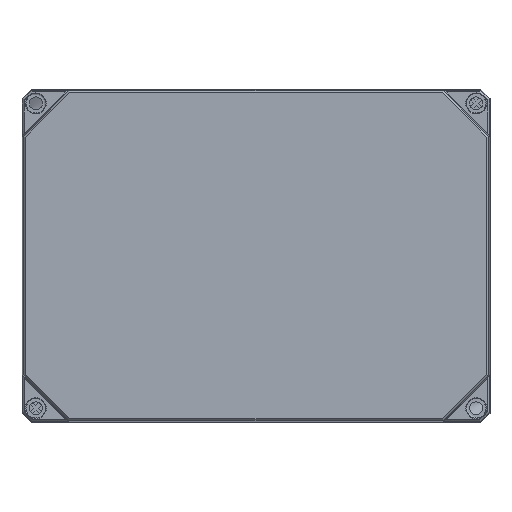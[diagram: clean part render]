
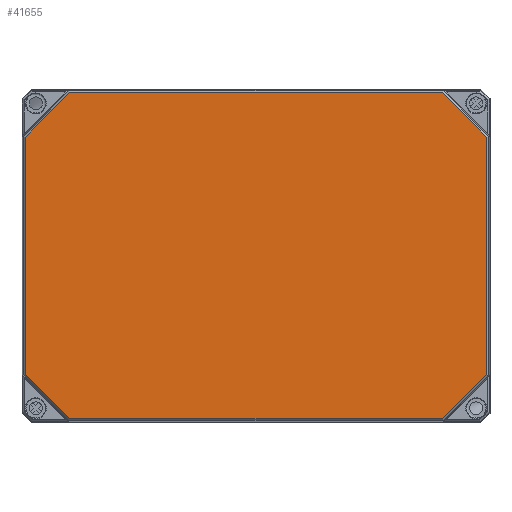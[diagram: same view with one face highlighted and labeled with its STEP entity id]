
A CAD part, top view. The second image highlights one B-rep face of the part: STEP entity #41655.
In plain terms, the highlighted planar face has unit normal (0, 0, 1).
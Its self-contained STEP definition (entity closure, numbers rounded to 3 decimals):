
#424=PLANE('',#44859);
#1997=LINE('',#64778,#5315);
#2001=LINE('',#64784,#5319);
#2003=LINE('',#64788,#5321);
#2006=LINE('',#64793,#5324);
#2008=LINE('',#64797,#5326);
#2011=LINE('',#64802,#5329);
#2013=LINE('',#64806,#5331);
#2016=LINE('',#64810,#5334);
#5315=VECTOR('',#50300,10.);
#5319=VECTOR('',#50306,10.);
#5321=VECTOR('',#50310,10.);
#5324=VECTOR('',#50315,10.);
#5326=VECTOR('',#50319,10.);
#5329=VECTOR('',#50324,10.);
#5331=VECTOR('',#50328,10.);
#5334=VECTOR('',#50333,10.);
#11168=FACE_OUTER_BOUND('',#13741,.T.);
#13741=EDGE_LOOP('',(#30723,#30724,#30725,#30726,#30727,#30728,#30729,#30730));
#18582=VERTEX_POINT('',#64776);
#18583=VERTEX_POINT('',#64777);
#18584=VERTEX_POINT('',#64783);
#18585=VERTEX_POINT('',#64787);
#18586=VERTEX_POINT('',#64792);
#18587=VERTEX_POINT('',#64796);
#18588=VERTEX_POINT('',#64801);
#18589=VERTEX_POINT('',#64805);
#23129=EDGE_CURVE('',#18582,#18583,#1997,.T.);
#23133=EDGE_CURVE('',#18583,#18584,#2001,.T.);
#23135=EDGE_CURVE('',#18584,#18585,#2003,.T.);
#23138=EDGE_CURVE('',#18585,#18586,#2006,.T.);
#23140=EDGE_CURVE('',#18586,#18587,#2008,.T.);
#23143=EDGE_CURVE('',#18587,#18588,#2011,.T.);
#23145=EDGE_CURVE('',#18588,#18589,#2013,.T.);
#23148=EDGE_CURVE('',#18589,#18582,#2016,.T.);
#30723=ORIENTED_EDGE('',*,*,#23129,.F.);
#30724=ORIENTED_EDGE('',*,*,#23148,.F.);
#30725=ORIENTED_EDGE('',*,*,#23145,.F.);
#30726=ORIENTED_EDGE('',*,*,#23143,.F.);
#30727=ORIENTED_EDGE('',*,*,#23140,.F.);
#30728=ORIENTED_EDGE('',*,*,#23138,.F.);
#30729=ORIENTED_EDGE('',*,*,#23135,.F.);
#30730=ORIENTED_EDGE('',*,*,#23133,.F.);
#41655=ADVANCED_FACE('',(#11168),#424,.T.);
#44859=AXIS2_PLACEMENT_3D('',#64831,#50348,#50349);
#50300=DIRECTION('',(0.,-1.,0.));
#50306=DIRECTION('',(-0.707,-0.707,0.));
#50310=DIRECTION('',(-1.,0.,0.));
#50315=DIRECTION('',(-0.707,0.707,0.));
#50319=DIRECTION('',(0.,1.,0.));
#50324=DIRECTION('',(0.707,0.707,0.));
#50328=DIRECTION('',(1.,0.,0.));
#50333=DIRECTION('',(0.707,-0.707,0.));
#50348=DIRECTION('center_axis',(0.,0.,1.));
#50349=DIRECTION('ref_axis',(1.,0.,0.));
#64776=CARTESIAN_POINT('',(125.193,64.359,92.5));
#64777=CARTESIAN_POINT('',(125.193,-64.359,92.5));
#64778=CARTESIAN_POINT('',(125.193,42.625,92.5));
#64783=CARTESIAN_POINT('',(101.109,-88.443,92.5));
#64784=CARTESIAN_POINT('',(110.199,-79.352,92.5));
#64787=CARTESIAN_POINT('',(-101.109,-88.443,92.5));
#64788=CARTESIAN_POINT('',(61.,-88.443,92.5));
#64792=CARTESIAN_POINT('',(-125.193,-64.359,92.5));
#64793=CARTESIAN_POINT('',(-97.727,-91.824,92.5));
#64796=CARTESIAN_POINT('',(-125.193,64.359,92.5));
#64797=CARTESIAN_POINT('',(-125.193,-42.625,92.5));
#64801=CARTESIAN_POINT('',(-101.109,88.443,92.5));
#64802=CARTESIAN_POINT('',(-110.199,79.352,92.5));
#64805=CARTESIAN_POINT('',(101.109,88.443,92.5));
#64806=CARTESIAN_POINT('',(-61.,88.443,92.5));
#64810=CARTESIAN_POINT('',(97.727,91.824,92.5));
#64831=CARTESIAN_POINT('Origin',(0.,0.,
92.5));
